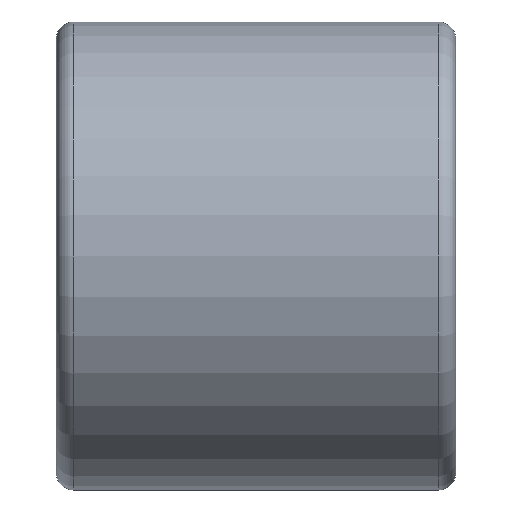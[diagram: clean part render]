
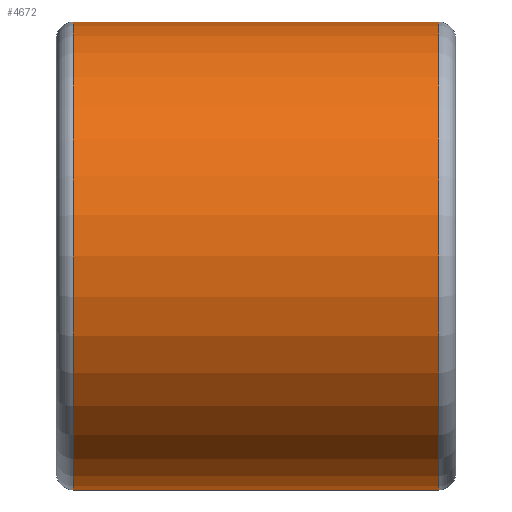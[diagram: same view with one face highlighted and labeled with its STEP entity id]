
A CAD part, front view. The second image highlights one B-rep face of the part: STEP entity #4672.
In plain terms, the highlighted cylindrical face has radius 41 mm (diameter 82 mm), a partial arc.
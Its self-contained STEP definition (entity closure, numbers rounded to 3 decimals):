
#209 = ORIENTED_EDGE ( 'NONE', *, *, #3359, .T. ) ;
#294 = DIRECTION ( 'NONE',  ( 1., 0., 0. ) ) ;
#365 = ORIENTED_EDGE ( 'NONE', *, *, #2725, .T. ) ;
#518 = DIRECTION ( 'NONE',  ( 0., 0., 1. ) ) ;
#603 = LINE ( 'NONE', #2820, #4701 ) ;
#673 = CYLINDRICAL_SURFACE ( 'NONE', #4728, 41. ) ;
#691 = AXIS2_PLACEMENT_3D ( 'NONE', #2651, #294, #3052 ) ;
#883 = CARTESIAN_POINT ( 'NONE',  ( 67., 0., 0. ) ) ;
#918 = DIRECTION ( 'NONE',  ( -1., 0., 0. ) ) ;
#943 = EDGE_CURVE ( 'NONE', #4795, #3064, #3981, .T. ) ;
#1033 = CARTESIAN_POINT ( 'NONE',  ( 0., 0., 41. ) ) ;
#1098 = DIRECTION ( 'NONE',  ( -1., 0., 0. ) ) ;
#1179 = FACE_OUTER_BOUND ( 'NONE', #1878, .T. ) ;
#1216 = CARTESIAN_POINT ( 'NONE',  ( 67., 0., 41. ) ) ;
#1228 = CARTESIAN_POINT ( 'NONE',  ( 67., 0., -41. ) ) ;
#1297 = DIRECTION ( 'NONE',  ( -1., 0., 0. ) ) ;
#1602 = ORIENTED_EDGE ( 'NONE', *, *, #943, .T. ) ;
#1878 = EDGE_LOOP ( 'NONE', ( #3841, #1602, #365, #209 ) ) ;
#1980 = VECTOR ( 'NONE', #3787, 1000. ) ;
#2141 = CIRCLE ( 'NONE', #691, 41. ) ;
#2168 = CARTESIAN_POINT ( 'NONE',  ( 3., 0., 41. ) ) ;
#2416 = VERTEX_POINT ( 'NONE', #2168 ) ;
#2651 = CARTESIAN_POINT ( 'NONE',  ( 3., 0., 0. ) ) ;
#2725 = EDGE_CURVE ( 'NONE', #3064, #2416, #3019, .T. ) ;
#2820 = CARTESIAN_POINT ( 'NONE',  ( 0., 0., -41. ) ) ;
#3019 = LINE ( 'NONE', #1033, #1980 ) ;
#3052 = DIRECTION ( 'NONE',  ( 0., 0., -1. ) ) ;
#3064 = VERTEX_POINT ( 'NONE', #1216 ) ;
#3359 = EDGE_CURVE ( 'NONE', #2416, #4778, #2141, .T. ) ;
#3480 = DIRECTION ( 'NONE',  ( 0., 0., 1. ) ) ;
#3787 = DIRECTION ( 'NONE',  ( -1., 0., 0. ) ) ;
#3841 = ORIENTED_EDGE ( 'NONE', *, *, #4958, .F. ) ;
#3854 = CARTESIAN_POINT ( 'NONE',  ( 0., 0., 0. ) ) ;
#3981 = CIRCLE ( 'NONE', #4494, 41. ) ;
#4494 = AXIS2_PLACEMENT_3D ( 'NONE', #883, #918, #518 ) ;
#4672 = ADVANCED_FACE ( 'NONE', ( #1179 ), #673, .T. ) ;
#4701 = VECTOR ( 'NONE', #1297, 1000. ) ;
#4728 = AXIS2_PLACEMENT_3D ( 'NONE', #3854, #1098, #3480 ) ;
#4742 = CARTESIAN_POINT ( 'NONE',  ( 3., 0., -41. ) ) ;
#4778 = VERTEX_POINT ( 'NONE', #4742 ) ;
#4795 = VERTEX_POINT ( 'NONE', #1228 ) ;
#4958 = EDGE_CURVE ( 'NONE', #4795, #4778, #603, .T. ) ;
